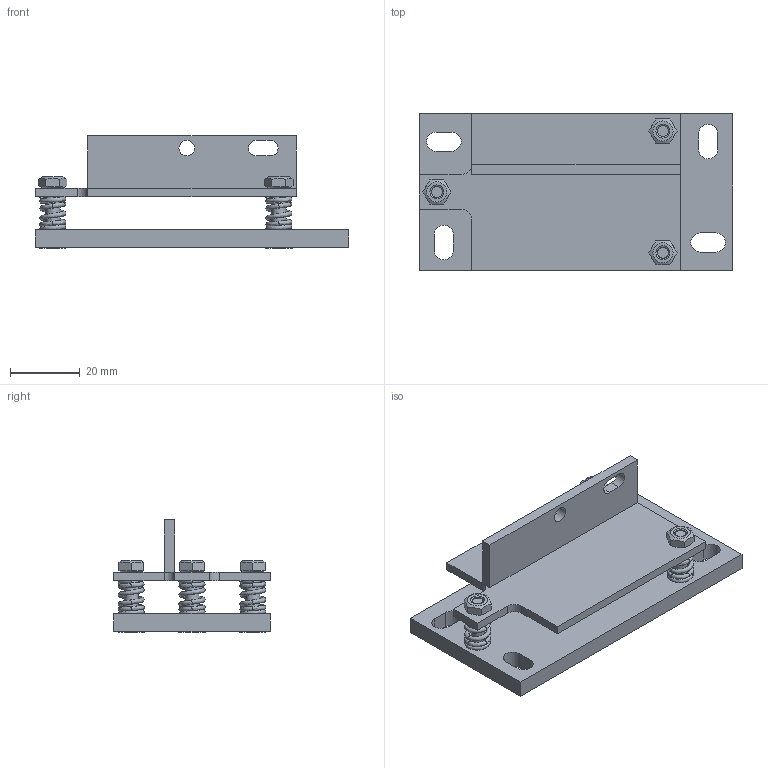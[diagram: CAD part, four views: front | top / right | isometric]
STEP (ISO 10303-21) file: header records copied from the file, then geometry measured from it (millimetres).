
FILE_DESCRIPTION((''),'2;1');
FILE_NAME('TP1Q90.stp','2012-08-02T13:19:59',('lck'),(''),'Autodesk Inventor 2012','Autodesk Inventor 2012','');
FILE_SCHEMA(('AUTOMOTIVE_DESIGN { 1 0 10303 214 1 1 1 1 }'));
Length unit declared in the file: millimetre
Products named in the file (1): Norm
Bounding box: 90 x 45 x 32.23 mm (x, y, z)
Volume: 30046.8 mm3; surface area: 19839.5 mm2
Topology: 1 solids, 1 shells, 164 faces, 430 edges, 282 vertices
Faces by surface type: plane 85, bspline 33, cylinder 25, cone 21
Full cylindrical faces by diameter (mm): 3.242 x3, 4 x3, 4.2 x3, 4.5 x1, 7.53 x3
Entity records: 8245 total; most frequent: CARTESIAN_POINT 4432, ORIENTED_EDGE 760, DIRECTION 676, EDGE_CURVE 380, VERTEX_POINT 266, AXIS2_PLACEMENT_3D 263, EDGE_LOOP 228, STYLED_ITEM 165
